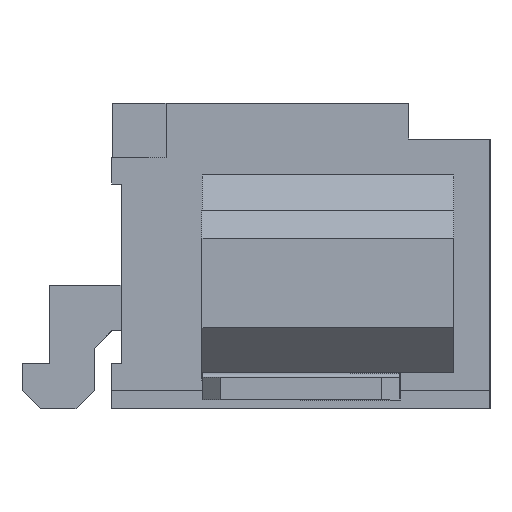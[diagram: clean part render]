
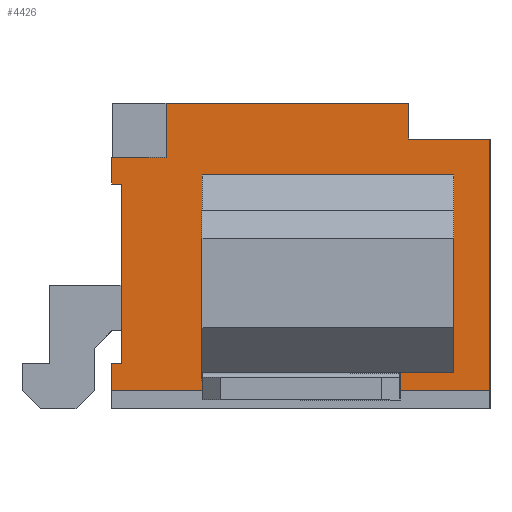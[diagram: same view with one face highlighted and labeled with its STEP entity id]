
A CAD part, left-side view. The second image highlights one B-rep face of the part: STEP entity #4426.
In plain terms, the highlighted planar face has unit normal (-1, 0, 0).
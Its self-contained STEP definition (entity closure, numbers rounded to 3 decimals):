
#3013=CARTESIAN_POINT('',(-2.125,1.1,2.6));
#3014=VERTEX_POINT('',#3013);
#3021=CARTESIAN_POINT('',(-2.125,1.1,0.4));
#3022=VERTEX_POINT('',#3021);
#3023=CARTESIAN_POINT('',(-2.125,1.1,0.4));
#3024=DIRECTION('',(0.0,0.0,1.0));
#3025=VECTOR('',#3024,2.2);
#3026=LINE('',#3023,#3025);
#3027=EDGE_CURVE('',#3022,#3014,#3026,.T.);
#3324=CARTESIAN_POINT('',(-2.125,2.1,0.2));
#3325=VERTEX_POINT('',#3324);
#3332=CARTESIAN_POINT('',(-2.125,2.1,0.5));
#3333=VERTEX_POINT('',#3332);
#3334=CARTESIAN_POINT('',(-2.125,2.1,0.2));
#3335=DIRECTION('',(0.0,0.0,1.0));
#3336=VECTOR('',#3335,0.3);
#3337=LINE('',#3334,#3336);
#3338=EDGE_CURVE('',#3325,#3333,#3337,.T.);
#3364=CARTESIAN_POINT('',(-2.125,2.1,2.5));
#3365=VERTEX_POINT('',#3364);
#3372=CARTESIAN_POINT('',(-2.125,2.1,2.8));
#3373=VERTEX_POINT('',#3372);
#3374=CARTESIAN_POINT('',(-2.125,2.1,2.5));
#3375=DIRECTION('',(0.0,0.0,1.0));
#3376=VECTOR('',#3375,0.3);
#3377=LINE('',#3374,#3376);
#3378=EDGE_CURVE('',#3365,#3373,#3377,.T.);
#3491=CARTESIAN_POINT('',(-2.125,2.,0.5));
#3492=VERTEX_POINT('',#3491);
#3493=CARTESIAN_POINT('',(-2.125,2.1,0.5));
#3494=DIRECTION('',(0.0,-1.0,0.0));
#3495=VECTOR('',#3494,0.1);
#3496=LINE('',#3493,#3495);
#3497=EDGE_CURVE('',#3333,#3492,#3496,.T.);
#3753=CARTESIAN_POINT('',(-2.125,-1.7,0.4));
#3754=VERTEX_POINT('',#3753);
#3755=CARTESIAN_POINT('',(-2.125,-1.7,0.4));
#3756=DIRECTION('',(0.0,1.0,0.0));
#3757=VECTOR('',#3756,2.8);
#3758=LINE('',#3755,#3757);
#3759=EDGE_CURVE('',#3754,#3022,#3758,.T.);
#4209=CARTESIAN_POINT('',(-2.125,-1.7,2.6));
#4210=VERTEX_POINT('',#4209);
#4248=CARTESIAN_POINT('',(-2.125,-1.7,0.4));
#4249=DIRECTION('',(0.0,0.0,1.0));
#4250=VECTOR('',#4249,2.2);
#4251=LINE('',#4248,#4250);
#4252=EDGE_CURVE('',#3754,#4210,#4251,.T.);
#4337=CARTESIAN_POINT('',(-2.125,2.31,0.04));
#4338=DIRECTION('',(-1.0,0.0,0.0));
#4339=DIRECTION('',(0.0,0.0,-1.0));
#4340=AXIS2_PLACEMENT_3D('',#4337,#4338,#4339);
#4341=PLANE('',#4340);
#4342=ORIENTED_EDGE('',*,*,#3378,.F.);
#4343=CARTESIAN_POINT('',(-2.125,2.,2.5));
#4344=VERTEX_POINT('',#4343);
#4345=CARTESIAN_POINT('',(-2.125,2.1,2.5));
#4346=DIRECTION('',(0.0,-1.0,0.0));
#4347=VECTOR('',#4346,0.1);
#4348=LINE('',#4345,#4347);
#4349=EDGE_CURVE('',#3365,#4344,#4348,.T.);
#4350=ORIENTED_EDGE('',*,*,#4349,.T.);
#4351=CARTESIAN_POINT('',(-2.125,2.,0.5));
#4352=DIRECTION('',(0.0,0.0,1.0));
#4353=VECTOR('',#4352,2.0);
#4354=LINE('',#4351,#4353);
#4355=EDGE_CURVE('',#3492,#4344,#4354,.T.);
#4356=ORIENTED_EDGE('',*,*,#4355,.F.);
#4357=ORIENTED_EDGE('',*,*,#3497,.F.);
#4358=ORIENTED_EDGE('',*,*,#3338,.F.);
#4359=CARTESIAN_POINT('',(-2.125,-2.1,0.2));
#4360=VERTEX_POINT('',#4359);
#4361=CARTESIAN_POINT('',(-2.125,2.1,0.2));
#4362=DIRECTION('',(0.0,-1.0,0.0));
#4363=VECTOR('',#4362,4.2);
#4364=LINE('',#4361,#4363);
#4365=EDGE_CURVE('',#3325,#4360,#4364,.T.);
#4366=ORIENTED_EDGE('',*,*,#4365,.T.);
#4367=CARTESIAN_POINT('',(-2.125,-2.1,3.0));
#4368=VERTEX_POINT('',#4367);
#4369=CARTESIAN_POINT('',(-2.125,-2.1,0.2));
#4370=DIRECTION('',(0.0,0.0,1.0));
#4371=VECTOR('',#4370,2.8);
#4372=LINE('',#4369,#4371);
#4373=EDGE_CURVE('',#4360,#4368,#4372,.T.);
#4374=ORIENTED_EDGE('',*,*,#4373,.T.);
#4375=CARTESIAN_POINT('',(-2.125,-1.2,3.0));
#4376=VERTEX_POINT('',#4375);
#4377=CARTESIAN_POINT('',(-2.125,-2.1,3.0));
#4378=DIRECTION('',(0.0,1.0,0.0));
#4379=VECTOR('',#4378,0.9);
#4380=LINE('',#4377,#4379);
#4381=EDGE_CURVE('',#4368,#4376,#4380,.T.);
#4382=ORIENTED_EDGE('',*,*,#4381,.T.);
#4383=CARTESIAN_POINT('',(-2.125,-1.2,3.4));
#4384=VERTEX_POINT('',#4383);
#4385=CARTESIAN_POINT('',(-2.125,-1.2,3.4));
#4386=DIRECTION('',(0.0,0.0,-1.0));
#4387=VECTOR('',#4386,0.4);
#4388=LINE('',#4385,#4387);
#4389=EDGE_CURVE('',#4384,#4376,#4388,.T.);
#4390=ORIENTED_EDGE('',*,*,#4389,.F.);
#4391=CARTESIAN_POINT('',(-2.125,1.5,3.4));
#4392=VERTEX_POINT('',#4391);
#4393=CARTESIAN_POINT('',(-2.125,1.5,3.4));
#4394=DIRECTION('',(0.0,-1.0,0.0));
#4395=VECTOR('',#4394,2.7);
#4396=LINE('',#4393,#4395);
#4397=EDGE_CURVE('',#4392,#4384,#4396,.T.);
#4398=ORIENTED_EDGE('',*,*,#4397,.F.);
#4399=CARTESIAN_POINT('',(-2.125,1.5,2.8));
#4400=VERTEX_POINT('',#4399);
#4401=CARTESIAN_POINT('',(-2.125,1.5,3.4));
#4402=DIRECTION('',(0.0,0.0,-1.0));
#4403=VECTOR('',#4402,0.6);
#4404=LINE('',#4401,#4403);
#4405=EDGE_CURVE('',#4392,#4400,#4404,.T.);
#4406=ORIENTED_EDGE('',*,*,#4405,.T.);
#4407=CARTESIAN_POINT('',(-2.125,2.1,2.8));
#4408=DIRECTION('',(0.0,-1.0,0.0));
#4409=VECTOR('',#4408,0.6);
#4410=LINE('',#4407,#4409);
#4411=EDGE_CURVE('',#3373,#4400,#4410,.T.);
#4412=ORIENTED_EDGE('',*,*,#4411,.F.);
#4413=EDGE_LOOP('',(#4342,#4350,#4356,#4357,#4358,#4366,#4374,#4382,#4390,#4398,#4406,#4412));
#4414=FACE_OUTER_BOUND('',#4413,.T.);
#4415=CARTESIAN_POINT('',(-2.125,-1.7,2.6));
#4416=DIRECTION('',(0.0,1.0,0.0));
#4417=VECTOR('',#4416,2.8);
#4418=LINE('',#4415,#4417);
#4419=EDGE_CURVE('',#4210,#3014,#4418,.T.);
#4420=ORIENTED_EDGE('',*,*,#4419,.F.);
#4421=ORIENTED_EDGE('',*,*,#4252,.F.);
#4422=ORIENTED_EDGE('',*,*,#3759,.T.);
#4423=ORIENTED_EDGE('',*,*,#3027,.T.);
#4424=EDGE_LOOP('',(#4420,#4421,#4422,#4423));
#4425=FACE_BOUND('',#4424,.T.);
#4426=ADVANCED_FACE('',(#4414,#4425),#4341,.T.);
